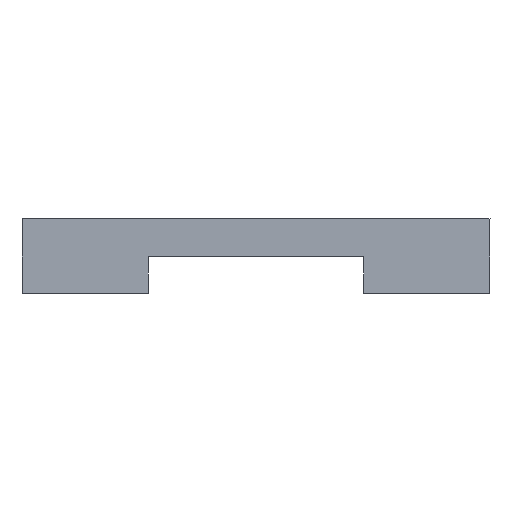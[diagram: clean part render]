
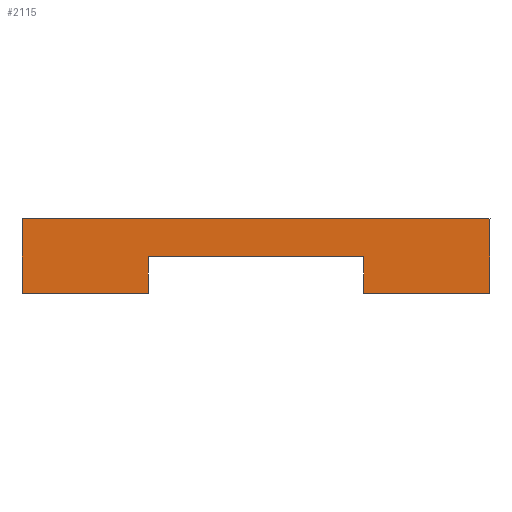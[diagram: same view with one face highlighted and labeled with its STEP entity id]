
A CAD part, front view. The second image highlights one B-rep face of the part: STEP entity #2115.
In plain terms, the highlighted planar face has unit normal (0, -1, 0).
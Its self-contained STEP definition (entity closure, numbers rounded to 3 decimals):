
#172=PLANE('',#2375);
#258=FACE_OUTER_BOUND('',#447,.T.);
#447=EDGE_LOOP('',(#1655,#1656,#1657,#1658,#1659,#1660,#1661,#1662));
#590=LINE('',#3233,#697);
#596=LINE('',#3293,#703);
#605=LINE('',#3356,#712);
#630=LINE('',#3555,#737);
#631=LINE('',#3556,#738);
#632=LINE('',#3558,#739);
#633=LINE('',#3560,#740);
#634=LINE('',#3561,#741);
#697=VECTOR('',#2526,10.);
#703=VECTOR('',#2592,10.);
#712=VECTOR('',#2661,10.);
#737=VECTOR('',#2904,10.);
#738=VECTOR('',#2905,10.);
#739=VECTOR('',#2906,10.);
#740=VECTOR('',#2907,10.);
#741=VECTOR('',#2908,10.);
#970=VERTEX_POINT('',#3226);
#973=VERTEX_POINT('',#3231);
#996=VERTEX_POINT('',#3290);
#997=VERTEX_POINT('',#3292);
#1021=VERTEX_POINT('',#3354);
#1086=VERTEX_POINT('',#3554);
#1087=VERTEX_POINT('',#3557);
#1088=VERTEX_POINT('',#3559);
#1158=EDGE_CURVE('',#973,#970,#590,.T.);
#1185=EDGE_CURVE('',#996,#997,#596,.T.);
#1215=EDGE_CURVE('',#973,#1021,#605,.T.);
#1304=EDGE_CURVE('',#1021,#1086,#630,.F.);
#1305=EDGE_CURVE('',#997,#1086,#631,.F.);
#1306=EDGE_CURVE('',#996,#1087,#632,.F.);
#1307=EDGE_CURVE('',#1087,#1088,#633,.T.);
#1308=EDGE_CURVE('',#1088,#970,#634,.F.);
#1655=ORIENTED_EDGE('',*,*,#1215,.T.);
#1656=ORIENTED_EDGE('',*,*,#1304,.T.);
#1657=ORIENTED_EDGE('',*,*,#1305,.F.);
#1658=ORIENTED_EDGE('',*,*,#1185,.F.);
#1659=ORIENTED_EDGE('',*,*,#1306,.T.);
#1660=ORIENTED_EDGE('',*,*,#1307,.T.);
#1661=ORIENTED_EDGE('',*,*,#1308,.T.);
#1662=ORIENTED_EDGE('',*,*,#1158,.F.);
#2115=ADVANCED_FACE('',(#258),#172,.T.);
#2375=AXIS2_PLACEMENT_3D('',#3553,#2902,#2903);
#2526=DIRECTION('',(-1.,0.,0.));
#2592=DIRECTION('',(-1.,0.,0.));
#2661=DIRECTION('',(0.,0.,1.));
#2902=DIRECTION('center_axis',(0.,-1.,0.));
#2903=DIRECTION('ref_axis',(1.,0.,0.));
#2904=DIRECTION('',(1.,0.,0.));
#2905=DIRECTION('',(0.,0.,-1.));
#2906=DIRECTION('',(0.,0.,-1.));
#2907=DIRECTION('',(1.,0.,0.));
#2908=DIRECTION('',(0.,0.,1.));
#3226=CARTESIAN_POINT('',(113.25,70.447,60.));
#3231=CARTESIAN_POINT('',(158.,70.447,60.));
#3233=CARTESIAN_POINT('',(33.5,70.447,60.));
#3290=CARTESIAN_POINT('',(36.75,70.447,60.));
#3292=CARTESIAN_POINT('',(-8.,70.447,60.));
#3293=CARTESIAN_POINT('',(33.5,70.447,60.));
#3354=CARTESIAN_POINT('',(158.,70.447,86.5));
#3356=CARTESIAN_POINT('',(158.,70.447,60.));
#3553=CARTESIAN_POINT('Origin',(-8.,70.447,60.));
#3554=CARTESIAN_POINT('',(-8.,70.447,86.5));
#3555=CARTESIAN_POINT('',(33.5,70.447,86.5));
#3556=CARTESIAN_POINT('',(-8.,70.447,60.));
#3557=CARTESIAN_POINT('',(36.75,70.447,73.));
#3558=CARTESIAN_POINT('',(36.75,70.447,67.25));
#3559=CARTESIAN_POINT('',(113.25,70.447,73.));
#3560=CARTESIAN_POINT('',(52.625,70.447,73.));
#3561=CARTESIAN_POINT('',(113.25,70.447,60.));
